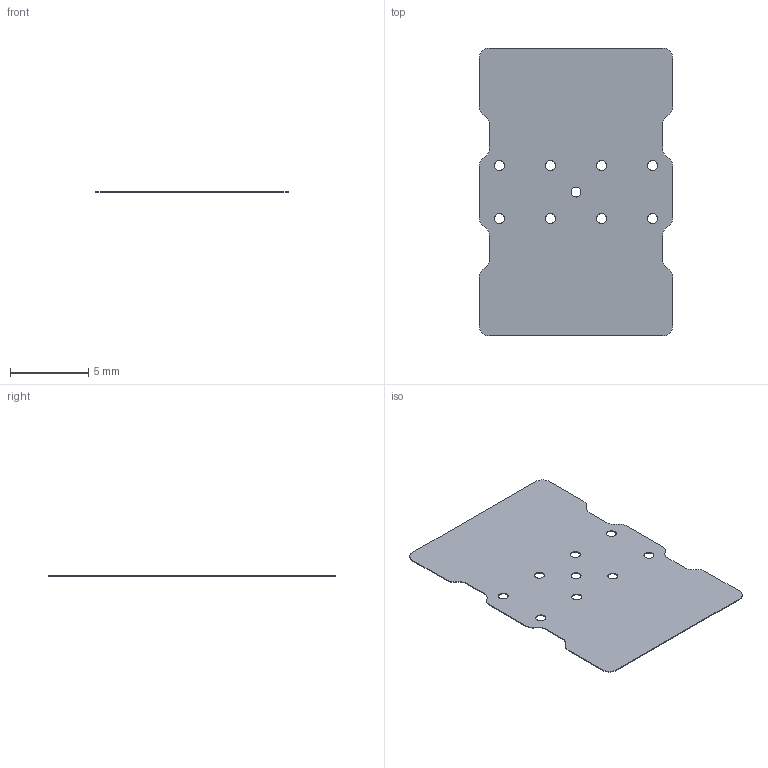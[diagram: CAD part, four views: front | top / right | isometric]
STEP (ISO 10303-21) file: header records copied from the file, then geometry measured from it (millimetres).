
FILE_DESCRIPTION (( 'STEP AP203' ), '1' );
FILE_NAME ('NNP-DWG-130-002-000 Remote Module, Insulator Flex.STEP', '2024-08-12T19:52:39', ( '' ), ( '' ), 'SwSTEP 2.0', 'SolidWorks 2024', '' );
FILE_SCHEMA (( 'CONFIG_CONTROL_DESIGN' ));
Length unit declared in the file: inch
Products named in the file (1): NNP-DWG-130-002-000 Remote Module, Insulator Flex
Bounding box: 12.32 x 18.34 x 0.05 mm (x, y, z)
Volume: 11 mm3; surface area: 435.9 mm2
Topology: 1 solids, 1 shells, 52 faces, 150 edges, 100 vertices
Faces by surface type: cylinder 38, plane 14
Entity records: 1865 total; most frequent: DIRECTION 332, CARTESIAN_POINT 303, ORIENTED_EDGE 300, EDGE_CURVE 150, AXIS2_PLACEMENT_3D 129, VERTEX_POINT 100, CIRCLE 76, LINE 74
